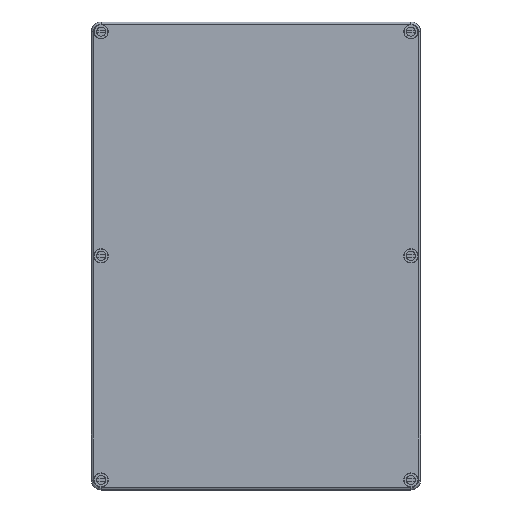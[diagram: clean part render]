
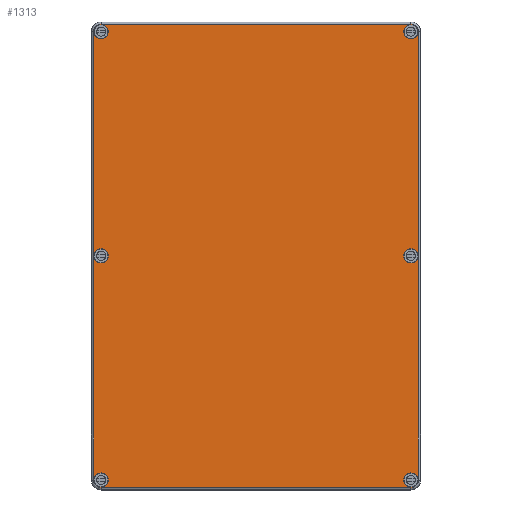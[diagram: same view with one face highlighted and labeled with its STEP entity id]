
A CAD part, top view. The second image highlights one B-rep face of the part: STEP entity #1313.
In plain terms, the highlighted planar face has unit normal (0, 0, 1).
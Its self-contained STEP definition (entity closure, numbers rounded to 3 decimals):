
#1313 = ADVANCED_FACE( '', ( #3579, #3580, #3581, #3582, #3583, #3584, #3585 ), #3586, .T. );
#3579 = FACE_BOUND( '', #7128, .T. );
#3580 = FACE_OUTER_BOUND( '', #7129, .T. );
#3581 = FACE_BOUND( '', #7130, .T. );
#3582 = FACE_BOUND( '', #7131, .T. );
#3583 = FACE_BOUND( '', #7132, .T. );
#3584 = FACE_BOUND( '', #7133, .T. );
#3585 = FACE_BOUND( '', #7134, .T. );
#3586 = PLANE( '', #7135 );
#7128 = EDGE_LOOP( '', ( #10933 ) );
#7129 = EDGE_LOOP( '', ( #10934, #10935, #10936, #10937, #10938, #10939, #10940, #10941 ) );
#7130 = EDGE_LOOP( '', ( #10942 ) );
#7131 = EDGE_LOOP( '', ( #10943 ) );
#7132 = EDGE_LOOP( '', ( #10944 ) );
#7133 = EDGE_LOOP( '', ( #10945 ) );
#7134 = EDGE_LOOP( '', ( #10946 ) );
#7135 = AXIS2_PLACEMENT_3D( '', #10947, #10948, #10949 );
#10933 = ORIENTED_EDGE( '', *, *, #19986, .F. );
#10934 = ORIENTED_EDGE( '', *, *, #19987, .F. );
#10935 = ORIENTED_EDGE( '', *, *, #19988, .T. );
#10936 = ORIENTED_EDGE( '', *, *, #19989, .F. );
#10937 = ORIENTED_EDGE( '', *, *, #19990, .T. );
#10938 = ORIENTED_EDGE( '', *, *, #19991, .T. );
#10939 = ORIENTED_EDGE( '', *, *, #19992, .F. );
#10940 = ORIENTED_EDGE( '', *, *, #19993, .T. );
#10941 = ORIENTED_EDGE( '', *, *, #19994, .F. );
#10942 = ORIENTED_EDGE( '', *, *, #19995, .F. );
#10943 = ORIENTED_EDGE( '', *, *, #19996, .F. );
#10944 = ORIENTED_EDGE( '', *, *, #19997, .F. );
#10945 = ORIENTED_EDGE( '', *, *, #19998, .F. );
#10946 = ORIENTED_EDGE( '', *, *, #19999, .F. );
#10947 = CARTESIAN_POINT( '', ( 0., 0., 39. ) );
#10948 = DIRECTION( '', ( 0., 0., 1. ) );
#10949 = DIRECTION( '', ( 1., 0., 0. ) );
#19986 = EDGE_CURVE( '', #23747, #23747, #23748, .T. );
#19987 = EDGE_CURVE( '', #23749, #23750, #23751, .T. );
#19988 = EDGE_CURVE( '', #23749, #23752, #23753, .T. );
#19989 = EDGE_CURVE( '', #23754, #23752, #23755, .T. );
#19990 = EDGE_CURVE( '', #23754, #23756, #23757, .T. );
#19991 = EDGE_CURVE( '', #23756, #23758, #23759, .T. );
#19992 = EDGE_CURVE( '', #23760, #23758, #23761, .T. );
#19993 = EDGE_CURVE( '', #23760, #23762, #23763, .T. );
#19994 = EDGE_CURVE( '', #23750, #23762, #23764, .T. );
#19995 = EDGE_CURVE( '', #23765, #23765, #23766, .T. );
#19996 = EDGE_CURVE( '', #23767, #23767, #23768, .T. );
#19997 = EDGE_CURVE( '', #23769, #23769, #23770, .T. );
#19998 = EDGE_CURVE( '', #23771, #23771, #23772, .T. );
#19999 = EDGE_CURVE( '', #23773, #23773, #23774, .T. );
#23747 = VERTEX_POINT( '', #29139 );
#23748 = CIRCLE( '', #29140, 5.5 );
#23749 = VERTEX_POINT( '', #29141 );
#23750 = VERTEX_POINT( '', #29142 );
#23751 = LINE( '', #29143, #29144 );
#23752 = VERTEX_POINT( '', #29145 );
#23753 = CIRCLE( '', #29146, 5.869 );
#23754 = VERTEX_POINT( '', #29147 );
#23755 = LINE( '', #29148, #29149 );
#23756 = VERTEX_POINT( '', #29150 );
#23757 = CIRCLE( '', #29151, 5.869 );
#23758 = VERTEX_POINT( '', #29152 );
#23759 = LINE( '', #29153, #29154 );
#23760 = VERTEX_POINT( '', #29155 );
#23761 = CIRCLE( '', #29156, 5.869 );
#23762 = VERTEX_POINT( '', #29157 );
#23763 = LINE( '', #29158, #29159 );
#23764 = CIRCLE( '', #29160, 5.869 );
#23765 = VERTEX_POINT( '', #29161 );
#23766 = CIRCLE( '', #29162, 5.5 );
#23767 = VERTEX_POINT( '', #29163 );
#23768 = CIRCLE( '', #29164, 5.5 );
#23769 = VERTEX_POINT( '', #29165 );
#23770 = CIRCLE( '', #29166, 5.5 );
#23771 = VERTEX_POINT( '', #29167 );
#23772 = CIRCLE( '', #29168, 5.5 );
#23773 = VERTEX_POINT( '', #29169 );
#23774 = CIRCLE( '', #29170, 5.5 );
#29139 = CARTESIAN_POINT( '', ( 125., -173., 39. ) );
#29140 = AXIS2_PLACEMENT_3D( '', #35820, #35821, #35822 );
#29141 = CARTESIAN_POINT( '', ( 119.5, -178.869, 39. ) );
#29142 = CARTESIAN_POINT( '', ( -119.5, -178.869, 39. ) );
#29143 = CARTESIAN_POINT( '', ( 150., -178.869, 39. ) );
#29144 = VECTOR( '', #35823, 1000. );
#29145 = CARTESIAN_POINT( '', ( 125.369, -173., 39. ) );
#29146 = AXIS2_PLACEMENT_3D( '', #35824, #35825, #35826 );
#29147 = CARTESIAN_POINT( '', ( 125.369, 173., 39. ) );
#29148 = CARTESIAN_POINT( '', ( 125.369, 200., 39. ) );
#29149 = VECTOR( '', #35827, 1000. );
#29150 = CARTESIAN_POINT( '', ( 119.5, 178.869, 39. ) );
#29151 = AXIS2_PLACEMENT_3D( '', #35828, #35829, #35830 );
#29152 = CARTESIAN_POINT( '', ( -119.5, 178.869, 39. ) );
#29153 = CARTESIAN_POINT( '', ( 150., 178.869, 39. ) );
#29154 = VECTOR( '', #35831, 1000. );
#29155 = CARTESIAN_POINT( '', ( -125.369, 173., 39. ) );
#29156 = AXIS2_PLACEMENT_3D( '', #35832, #35833, #35834 );
#29157 = CARTESIAN_POINT( '', ( -125.369, -173., 39. ) );
#29158 = CARTESIAN_POINT( '', ( -125.369, 200., 39. ) );
#29159 = VECTOR( '', #35835, 1000. );
#29160 = AXIS2_PLACEMENT_3D( '', #35836, #35837, #35838 );
#29161 = CARTESIAN_POINT( '', ( -114., -173., 39. ) );
#29162 = AXIS2_PLACEMENT_3D( '', #35839, #35840, #35841 );
#29163 = CARTESIAN_POINT( '', ( -114., 173., 39. ) );
#29164 = AXIS2_PLACEMENT_3D( '', #35842, #35843, #35844 );
#29165 = CARTESIAN_POINT( '', ( 125., 173., 39. ) );
#29166 = AXIS2_PLACEMENT_3D( '', #35845, #35846, #35847 );
#29167 = CARTESIAN_POINT( '', ( 125., 0., 39. ) );
#29168 = AXIS2_PLACEMENT_3D( '', #35848, #35849, #35850 );
#29169 = CARTESIAN_POINT( '', ( -114., 0., 39. ) );
#29170 = AXIS2_PLACEMENT_3D( '', #35851, #35852, #35853 );
#35820 = CARTESIAN_POINT( '', ( 119.5, -173., 39. ) );
#35821 = DIRECTION( '', ( 0., 0., 1. ) );
#35822 = DIRECTION( '', ( 1., 0., 0. ) );
#35823 = DIRECTION( '', ( -1., 0., 0. ) );
#35824 = CARTESIAN_POINT( '', ( 119.5, -173., 39. ) );
#35825 = DIRECTION( '', ( 0., 0., 1. ) );
#35826 = DIRECTION( '', ( 1., 0., 0. ) );
#35827 = DIRECTION( '', ( 0., -1., 0. ) );
#35828 = CARTESIAN_POINT( '', ( 119.5, 173., 39. ) );
#35829 = DIRECTION( '', ( 0., 0., 1. ) );
#35830 = DIRECTION( '', ( 1., 0., 0. ) );
#35831 = DIRECTION( '', ( -1., 0., 0. ) );
#35832 = CARTESIAN_POINT( '', ( -119.5, 173., 39. ) );
#35833 = DIRECTION( '', ( 0., 0., -1. ) );
#35834 = DIRECTION( '', ( -1., 0., 0. ) );
#35835 = DIRECTION( '', ( 0., -1., 0. ) );
#35836 = CARTESIAN_POINT( '', ( -119.5, -173., 39. ) );
#35837 = DIRECTION( '', ( 0., 0., -1. ) );
#35838 = DIRECTION( '', ( -1., 0., 0. ) );
#35839 = CARTESIAN_POINT( '', ( -119.5, -173., 39. ) );
#35840 = DIRECTION( '', ( 0., 0., 1. ) );
#35841 = DIRECTION( '', ( 1., 0., 0. ) );
#35842 = CARTESIAN_POINT( '', ( -119.5, 173., 39. ) );
#35843 = DIRECTION( '', ( 0., 0., 1. ) );
#35844 = DIRECTION( '', ( 1., 0., 0. ) );
#35845 = CARTESIAN_POINT( '', ( 119.5, 173., 39. ) );
#35846 = DIRECTION( '', ( 0., 0., 1. ) );
#35847 = DIRECTION( '', ( 1., 0., 0. ) );
#35848 = CARTESIAN_POINT( '', ( 119.5, 0., 39. ) );
#35849 = DIRECTION( '', ( 0., 0., 1. ) );
#35850 = DIRECTION( '', ( 1., 0., 0. ) );
#35851 = CARTESIAN_POINT( '', ( -119.5, 0., 39. ) );
#35852 = DIRECTION( '', ( 0., 0., 1. ) );
#35853 = DIRECTION( '', ( 1., 0., 0. ) );
